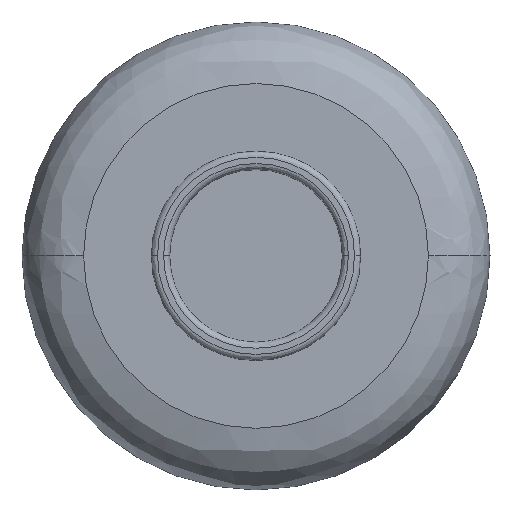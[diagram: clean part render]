
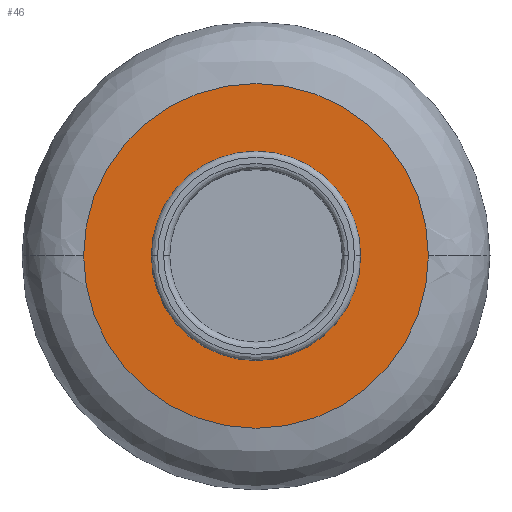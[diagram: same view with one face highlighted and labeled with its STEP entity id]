
A CAD part, top view. The second image highlights one B-rep face of the part: STEP entity #46.
In plain terms, the highlighted planar face has unit normal (0, 0, 1).
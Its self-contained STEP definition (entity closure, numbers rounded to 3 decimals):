
#46=ADVANCED_FACE('',(#128,#129),#127,.T.);
#127=PLANE('',#335);
#128=FACE_OUTER_BOUND('',#336,.T.);
#129=FACE_BOUND('',#337,.T.);
#332=CARTESIAN_POINT('',(-9.1,-14.549,0.5));
#333=DIRECTION('',(0.,0.,1.));
#334=DIRECTION('',(1.,0.,0.));
#335=AXIS2_PLACEMENT_3D('',#332,#333,#334);
#336=EDGE_LOOP('',(#606,#607));
#337=EDGE_LOOP('',(#608,#609));
#606=ORIENTED_EDGE('',*,*,#694,.F.);
#607=ORIENTED_EDGE('',*,*,#695,.F.);
#608=ORIENTED_EDGE('',*,*,#696,.T.);
#609=ORIENTED_EDGE('',*,*,#697,.T.);
#694=EDGE_CURVE('',#858,#859,#860,.T.);
#695=EDGE_CURVE('',#859,#858,#866,.T.);
#696=EDGE_CURVE('',#872,#873,#874,.T.);
#697=EDGE_CURVE('',#873,#872,#880,.T.);
#858=VERTEX_POINT('',#1110);
#859=VERTEX_POINT('',#1111);
#860=CIRCLE('',#1115,7.);
#866=CIRCLE('',#1119,7.);
#872=VERTEX_POINT('',#1120);
#873=VERTEX_POINT('',#1121);
#874=CIRCLE('',#1125,4.25);
#880=CIRCLE('',#1129,4.25);
#1110=CARTESIAN_POINT('',(7.,0.,0.5));
#1111=CARTESIAN_POINT('',(-7.,0.,0.5));
#1112=CARTESIAN_POINT('',(0.,0.,0.5));
#1113=DIRECTION('',(0.,0.,-1.));
#1114=DIRECTION('',(-1.,0.,0.));
#1115=AXIS2_PLACEMENT_3D('',#1112,#1113,#1114);
#1116=CARTESIAN_POINT('',(0.,0.,0.5));
#1117=DIRECTION('',(0.,0.,-1.));
#1118=DIRECTION('',(-1.,0.,0.));
#1119=AXIS2_PLACEMENT_3D('',#1116,#1117,#1118);
#1120=CARTESIAN_POINT('',(4.25,0.,0.5));
#1121=CARTESIAN_POINT('',(-4.25,0.,0.5));
#1122=CARTESIAN_POINT('',(0.,0.,0.5));
#1123=DIRECTION('',(0.,0.,-1.));
#1124=DIRECTION('',(1.,0.,0.));
#1125=AXIS2_PLACEMENT_3D('',#1122,#1123,#1124);
#1126=CARTESIAN_POINT('',(0.,0.,0.5));
#1127=DIRECTION('',(0.,0.,-1.));
#1128=DIRECTION('',(1.,0.,0.));
#1129=AXIS2_PLACEMENT_3D('',#1126,#1127,#1128);
